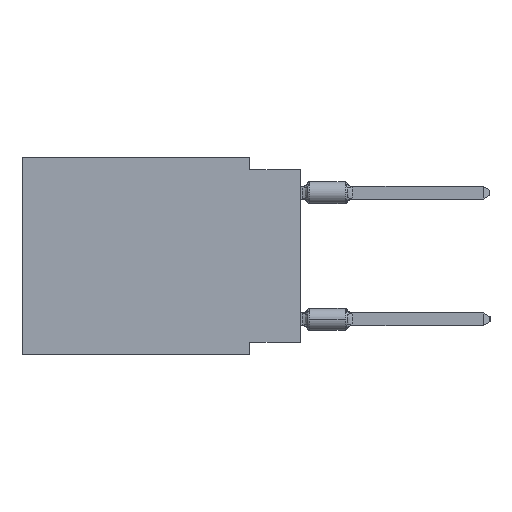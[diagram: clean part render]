
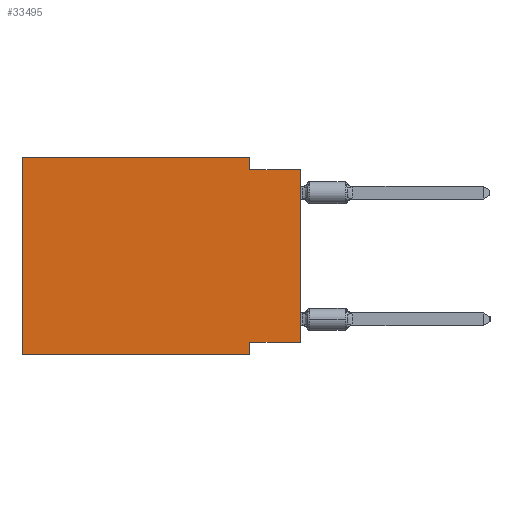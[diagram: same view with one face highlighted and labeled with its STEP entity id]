
A CAD part, left-side view. The second image highlights one B-rep face of the part: STEP entity #33495.
In plain terms, the highlighted planar face has unit normal (-1, 0, 0).
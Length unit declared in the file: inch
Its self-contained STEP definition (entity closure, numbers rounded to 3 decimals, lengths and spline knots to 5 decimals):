
#25 = CARTESIAN_POINT ( 'NONE',  ( 0., 0.1, -0.365 ) ) ;
#1696 = LINE ( 'NONE', #21253, #47109 ) ;
#4474 = EDGE_CURVE ( 'NONE', #32646, #29546, #8191, .T. ) ;
#4925 = CARTESIAN_POINT ( 'NONE',  ( 0., 0.55, -0.39 ) ) ;
#5613 = CARTESIAN_POINT ( 'NONE',  ( 0., 0.1, 0. ) ) ;
#6386 = ORIENTED_EDGE ( 'NONE', *, *, #34123, .F. ) ;
#6454 = ORIENTED_EDGE ( 'NONE', *, *, #26235, .F. ) ;
#6883 = DIRECTION ( 'NONE',  ( 0., 0., -1. ) ) ;
#8191 = LINE ( 'NONE', #44395, #18476 ) ;
#8320 = VECTOR ( 'NONE', #48979, 39.37008 ) ;
#8972 = DIRECTION ( 'NONE',  ( 0., 0., 1. ) ) ;
#9160 = LINE ( 'NONE', #4925, #37871 ) ;
#10415 = EDGE_CURVE ( 'NONE', #32646, #51980, #37919, .T. ) ;
#11488 = CARTESIAN_POINT ( 'NONE',  ( 0., 0.55, 0. ) ) ;
#14725 = VERTEX_POINT ( 'NONE', #28239 ) ;
#14806 = DIRECTION ( 'NONE',  ( 1., 0., 0. ) ) ;
#14985 = CARTESIAN_POINT ( 'NONE',  ( 0., 0.1, 0. ) ) ;
#15198 = CARTESIAN_POINT ( 'NONE',  ( 0., 0.55, -0.39 ) ) ;
#16162 = ORIENTED_EDGE ( 'NONE', *, *, #4474, .T. ) ;
#16935 = DIRECTION ( 'NONE',  ( 0., -1., 0. ) ) ;
#17188 = LINE ( 'NONE', #29859, #38890 ) ;
#17241 = LINE ( 'NONE', #49497, #8320 ) ;
#18476 = VECTOR ( 'NONE', #8972, 39.37008 ) ;
#19453 = CARTESIAN_POINT ( 'NONE',  ( 0., 0.1, -0.39 ) ) ;
#20330 = VECTOR ( 'NONE', #33938, 39.37008 ) ;
#21253 = CARTESIAN_POINT ( 'NONE',  ( 0., 0.55, 0. ) ) ;
#21963 = EDGE_CURVE ( 'NONE', #28685, #14725, #9160, .T. ) ;
#22063 = VERTEX_POINT ( 'NONE', #24255 ) ;
#22642 = ORIENTED_EDGE ( 'NONE', *, *, #31025, .F. ) ;
#22731 = FACE_OUTER_BOUND ( 'NONE', #27174, .T. ) ;
#24255 = CARTESIAN_POINT ( 'NONE',  ( 0., 0.1, -0.025 ) ) ;
#25481 = CARTESIAN_POINT ( 'NONE',  ( 0., 0., -0.365 ) ) ;
#26235 = EDGE_CURVE ( 'NONE', #22063, #29546, #17188, .T. ) ;
#26387 = AXIS2_PLACEMENT_3D ( 'NONE', #51014, #14806, #6883 ) ;
#26863 = LINE ( 'NONE', #14985, #47588 ) ;
#27174 = EDGE_LOOP ( 'NONE', ( #16162, #6454, #22642, #30495, #47924, #41307, #6386, #49317 ) ) ;
#27330 = CARTESIAN_POINT ( 'NONE',  ( 0., 0., -0.365 ) ) ;
#28132 = VECTOR ( 'NONE', #35579, 39.37008 ) ;
#28239 = CARTESIAN_POINT ( 'NONE',  ( 0., 0.1, -0.39 ) ) ;
#28685 = VERTEX_POINT ( 'NONE', #15198 ) ;
#29546 = VERTEX_POINT ( 'NONE', #44148 ) ;
#29859 = CARTESIAN_POINT ( 'NONE',  ( 0., 0., -0.025 ) ) ;
#30495 = ORIENTED_EDGE ( 'NONE', *, *, #50026, .F. ) ;
#31025 = EDGE_CURVE ( 'NONE', #39794, #22063, #26863, .T. ) ;
#31172 = PLANE ( 'NONE',  #26387 ) ;
#32646 = VERTEX_POINT ( 'NONE', #27330 ) ;
#33495 = ADVANCED_FACE ( 'NONE', ( #22731 ), #31172, .F. ) ;
#33938 = DIRECTION ( 'NONE',  ( 0., 1., 0. ) ) ;
#34123 = EDGE_CURVE ( 'NONE', #51980, #14725, #39552, .T. ) ;
#35579 = DIRECTION ( 'NONE',  ( 0., 0., -1. ) ) ;
#37871 = VECTOR ( 'NONE', #41411, 39.37008 ) ;
#37902 = DIRECTION ( 'NONE',  ( 0., -1., 0. ) ) ;
#37919 = LINE ( 'NONE', #25481, #20330 ) ;
#38890 = VECTOR ( 'NONE', #16935, 39.37008 ) ;
#39552 = LINE ( 'NONE', #19453, #28132 ) ;
#39758 = EDGE_CURVE ( 'NONE', #28685, #49883, #17241, .T. ) ;
#39794 = VERTEX_POINT ( 'NONE', #5613 ) ;
#41307 = ORIENTED_EDGE ( 'NONE', *, *, #21963, .T. ) ;
#41411 = DIRECTION ( 'NONE',  ( 0., -1., 0. ) ) ;
#44148 = CARTESIAN_POINT ( 'NONE',  ( 0., 0., -0.025 ) ) ;
#44395 = CARTESIAN_POINT ( 'NONE',  ( 0., 0., 0. ) ) ;
#47109 = VECTOR ( 'NONE', #37902, 39.37008 ) ;
#47588 = VECTOR ( 'NONE', #51192, 39.37008 ) ;
#47924 = ORIENTED_EDGE ( 'NONE', *, *, #39758, .F. ) ;
#48979 = DIRECTION ( 'NONE',  ( 0., 0., 1. ) ) ;
#49317 = ORIENTED_EDGE ( 'NONE', *, *, #10415, .F. ) ;
#49497 = CARTESIAN_POINT ( 'NONE',  ( 0., 0.55, 0. ) ) ;
#49883 = VERTEX_POINT ( 'NONE', #11488 ) ;
#50026 = EDGE_CURVE ( 'NONE', #49883, #39794, #1696, .T. ) ;
#51014 = CARTESIAN_POINT ( 'NONE',  ( 0., 0.55, 0. ) ) ;
#51192 = DIRECTION ( 'NONE',  ( 0., 0., -1. ) ) ;
#51980 = VERTEX_POINT ( 'NONE', #25 ) ;
